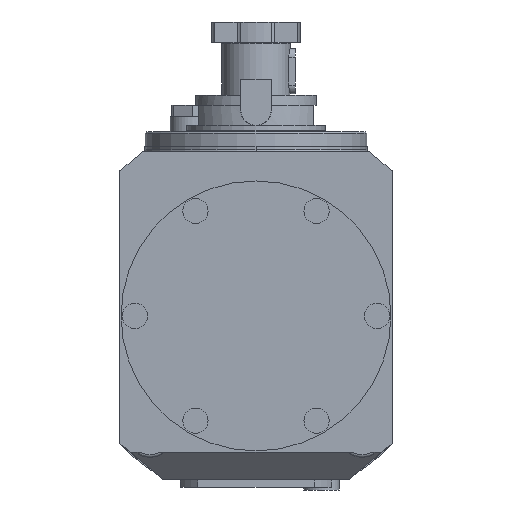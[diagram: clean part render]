
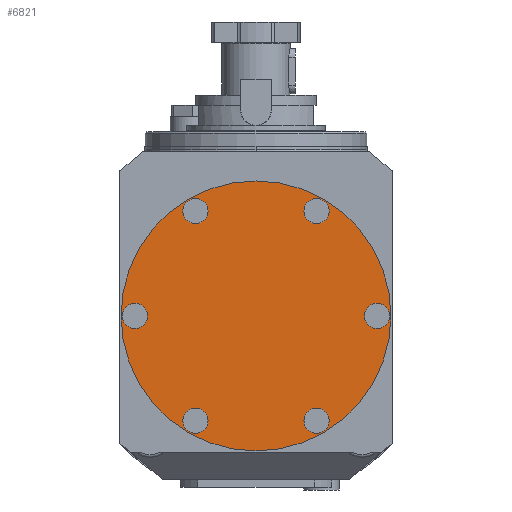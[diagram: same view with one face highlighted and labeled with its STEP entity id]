
A CAD part, left-side view. The second image highlights one B-rep face of the part: STEP entity #6821.
In plain terms, the highlighted planar face has unit normal (-1, 0, 0).
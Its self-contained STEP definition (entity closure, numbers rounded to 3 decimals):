
#685=CARTESIAN_POINT('',(-138.,0.,0.));
#686=DIRECTION('',(-1.,0.,0.));
#687=DIRECTION('',(0.,0.,1.));
#688=AXIS2_PLACEMENT_3D('',#685,#686,#687);
#694=CARTESIAN_POINT('',(-138.,0.,0.));
#695=DIRECTION('',(1.,0.,0.));
#696=DIRECTION('',(0.,0.,1.));
#697=AXIS2_PLACEMENT_3D('',#694,#695,#696);
#703=CARTESIAN_POINT('',(-138.,-24.,41.569));
#704=DIRECTION('',(1.,0.,0.));
#705=DIRECTION('',(0.,0.,1.));
#706=AXIS2_PLACEMENT_3D('',#703,#704,#705);
#708=CARTESIAN_POINT('',(-138.,-24.,41.569));
#709=DIRECTION('',(1.,0.,0.));
#710=DIRECTION('',(0.,0.,-1.));
#711=AXIS2_PLACEMENT_3D('',#708,#709,#710);
#713=CARTESIAN_POINT('',(-138.,24.,41.569));
#714=DIRECTION('',(1.,0.,0.));
#715=DIRECTION('',(0.,0.,1.));
#716=AXIS2_PLACEMENT_3D('',#713,#714,#715);
#718=CARTESIAN_POINT('',(-138.,24.,41.569));
#719=DIRECTION('',(1.,0.,0.));
#720=DIRECTION('',(0.,0.,-1.));
#721=AXIS2_PLACEMENT_3D('',#718,#719,#720);
#723=CARTESIAN_POINT('',(-138.,48.,0.));
#724=DIRECTION('',(1.,0.,0.));
#725=DIRECTION('',(0.,0.,1.));
#726=AXIS2_PLACEMENT_3D('',#723,#724,#725);
#728=CARTESIAN_POINT('',(-138.,48.,0.));
#729=DIRECTION('',(1.,0.,0.));
#730=DIRECTION('',(0.,0.,-1.));
#731=AXIS2_PLACEMENT_3D('',#728,#729,#730);
#733=CARTESIAN_POINT('',(-138.,24.,-41.569));
#734=DIRECTION('',(1.,0.,0.));
#735=DIRECTION('',(0.,0.,1.));
#736=AXIS2_PLACEMENT_3D('',#733,#734,#735);
#738=CARTESIAN_POINT('',(-138.,24.,-41.569));
#739=DIRECTION('',(1.,0.,0.));
#740=DIRECTION('',(0.,0.,-1.));
#741=AXIS2_PLACEMENT_3D('',#738,#739,#740);
#743=CARTESIAN_POINT('',(-138.,-24.,-41.569));
#744=DIRECTION('',(1.,0.,0.));
#745=DIRECTION('',(0.,0.,1.));
#746=AXIS2_PLACEMENT_3D('',#743,#744,#745);
#748=CARTESIAN_POINT('',(-138.,-24.,-41.569));
#749=DIRECTION('',(1.,0.,0.));
#750=DIRECTION('',(0.,0.,-1.));
#751=AXIS2_PLACEMENT_3D('',#748,#749,#750);
#753=CARTESIAN_POINT('',(-138.,-48.,0.));
#754=DIRECTION('',(1.,0.,0.));
#755=DIRECTION('',(0.,0.,1.));
#756=AXIS2_PLACEMENT_3D('',#753,#754,#755);
#758=CARTESIAN_POINT('',(-138.,-48.,0.));
#759=DIRECTION('',(1.,0.,0.));
#760=DIRECTION('',(0.,0.,-1.));
#761=AXIS2_PLACEMENT_3D('',#758,#759,#760);
#5610=CARTESIAN_POINT('',(-138.,0.,53.5));
#5611=CARTESIAN_POINT('',(-138.,0.,-53.5));
#5612=VERTEX_POINT('',#5610);
#5613=VERTEX_POINT('',#5611);
#5622=CARTESIAN_POINT('',(-138.,-24.,46.569));
#5623=CARTESIAN_POINT('',(-138.,-24.,36.569));
#5624=VERTEX_POINT('',#5622);
#5625=VERTEX_POINT('',#5623);
#5630=CARTESIAN_POINT('',(-138.,24.,46.569));
#5631=CARTESIAN_POINT('',(-138.,24.,36.569));
#5632=VERTEX_POINT('',#5630);
#5633=VERTEX_POINT('',#5631);
#5638=CARTESIAN_POINT('',(-138.,48.,5.));
#5639=CARTESIAN_POINT('',(-138.,48.,-5.));
#5640=VERTEX_POINT('',#5638);
#5641=VERTEX_POINT('',#5639);
#5646=CARTESIAN_POINT('',(-138.,24.,-36.569));
#5647=CARTESIAN_POINT('',(-138.,24.,-46.569));
#5648=VERTEX_POINT('',#5646);
#5649=VERTEX_POINT('',#5647);
#5654=CARTESIAN_POINT('',(-138.,-24.,-36.569));
#5655=CARTESIAN_POINT('',(-138.,-24.,-46.569));
#5656=VERTEX_POINT('',#5654);
#5657=VERTEX_POINT('',#5655);
#5662=CARTESIAN_POINT('',(-138.,-48.,5.));
#5663=CARTESIAN_POINT('',(-138.,-48.,-5.));
#5664=VERTEX_POINT('',#5662);
#5665=VERTEX_POINT('',#5663);
#6776=CARTESIAN_POINT('',(-138.,0.,0.));
#6777=DIRECTION('',(-1.,0.,0.));
#6778=DIRECTION('',(0.,0.,-1.));
#6779=AXIS2_PLACEMENT_3D('',#6776,#6777,#6778);
#6780=PLANE('',#6779);
#6781=ORIENTED_EDGE('',*,*,#6770,.T.);
#6782=ORIENTED_EDGE('',*,*,#6756,.F.);
#6783=EDGE_LOOP('',(#6781,#6782));
#6784=FACE_OUTER_BOUND('',#6783,.F.);
#6786=ORIENTED_EDGE('',*,*,#6785,.F.);
#6788=ORIENTED_EDGE('',*,*,#6787,.F.);
#6789=EDGE_LOOP('',(#6786,#6788));
#6790=FACE_BOUND('',#6789,.F.);
#6792=ORIENTED_EDGE('',*,*,#6791,.F.);
#6794=ORIENTED_EDGE('',*,*,#6793,.F.);
#6795=EDGE_LOOP('',(#6792,#6794));
#6796=FACE_BOUND('',#6795,.F.);
#6798=ORIENTED_EDGE('',*,*,#6797,.F.);
#6800=ORIENTED_EDGE('',*,*,#6799,.F.);
#6801=EDGE_LOOP('',(#6798,#6800));
#6802=FACE_BOUND('',#6801,.F.);
#6804=ORIENTED_EDGE('',*,*,#6803,.F.);
#6806=ORIENTED_EDGE('',*,*,#6805,.F.);
#6807=EDGE_LOOP('',(#6804,#6806));
#6808=FACE_BOUND('',#6807,.F.);
#6810=ORIENTED_EDGE('',*,*,#6809,.F.);
#6812=ORIENTED_EDGE('',*,*,#6811,.F.);
#6813=EDGE_LOOP('',(#6810,#6812));
#6814=FACE_BOUND('',#6813,.F.);
#6816=ORIENTED_EDGE('',*,*,#6815,.F.);
#6818=ORIENTED_EDGE('',*,*,#6817,.F.);
#6819=EDGE_LOOP('',(#6816,#6818));
#6820=FACE_BOUND('',#6819,.F.);
#6821=ADVANCED_FACE('',(#6784,#6790,#6796,#6802,#6808,#6814,#6820),#6780,.T.);
#689=CIRCLE('',#688,53.5);
#698=CIRCLE('',#697,53.5);
#707=CIRCLE('',#706,5.);
#712=CIRCLE('',#711,5.);
#717=CIRCLE('',#716,5.);
#722=CIRCLE('',#721,5.);
#727=CIRCLE('',#726,5.);
#732=CIRCLE('',#731,5.);
#737=CIRCLE('',#736,5.);
#742=CIRCLE('',#741,5.);
#747=CIRCLE('',#746,5.);
#752=CIRCLE('',#751,5.);
#757=CIRCLE('',#756,5.);
#762=CIRCLE('',#761,5.);
#6756=EDGE_CURVE('',#5612,#5613,#689,.T.);
#6770=EDGE_CURVE('',#5612,#5613,#698,.T.);
#6785=EDGE_CURVE('',#5624,#5625,#707,.T.);
#6787=EDGE_CURVE('',#5625,#5624,#712,.T.);
#6791=EDGE_CURVE('',#5632,#5633,#717,.T.);
#6793=EDGE_CURVE('',#5633,#5632,#722,.T.);
#6797=EDGE_CURVE('',#5640,#5641,#727,.T.);
#6799=EDGE_CURVE('',#5641,#5640,#732,.T.);
#6803=EDGE_CURVE('',#5648,#5649,#737,.T.);
#6805=EDGE_CURVE('',#5649,#5648,#742,.T.);
#6809=EDGE_CURVE('',#5656,#5657,#747,.T.);
#6811=EDGE_CURVE('',#5657,#5656,#752,.T.);
#6815=EDGE_CURVE('',#5664,#5665,#757,.T.);
#6817=EDGE_CURVE('',#5665,#5664,#762,.T.);
